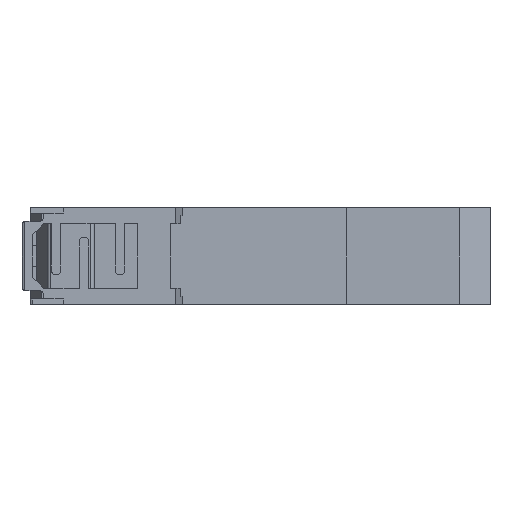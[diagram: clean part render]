
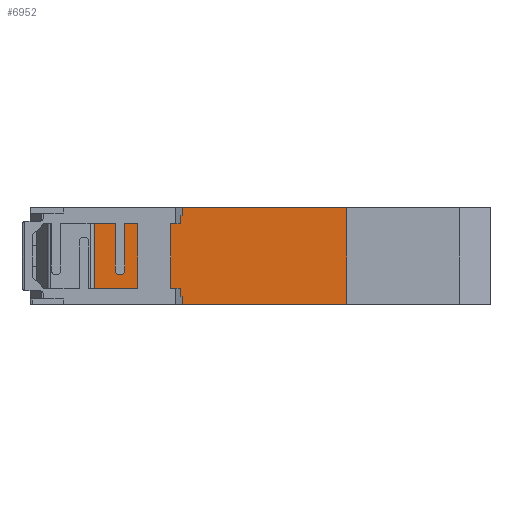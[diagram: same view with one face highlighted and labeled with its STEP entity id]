
A CAD part, front view. The second image highlights one B-rep face of the part: STEP entity #6952.
In plain terms, the highlighted planar face has unit normal (0, -1, 0).
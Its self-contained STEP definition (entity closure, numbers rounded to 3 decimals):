
#267=DIRECTION('',(-1.,0.,0.));
#268=VECTOR('',#267,45.67);
#269=CARTESIAN_POINT('',(47.027,-9.4,0.));
#270=LINE('',#269,#268);
#524=DIRECTION('',(1.,0.,0.));
#525=VECTOR('',#524,45.67);
#526=CARTESIAN_POINT('',(1.357,-9.4,18.));
#527=LINE('',#526,#525);
#1417=DIRECTION('',(0.,0.,1.));
#1418=VECTOR('',#1417,18.);
#1419=CARTESIAN_POINT('',(47.027,-9.4,0.));
#1420=LINE('',#1419,#1418);
#1421=DIRECTION('',(0.,0.,1.));
#1422=VECTOR('',#1421,1.);
#1423=CARTESIAN_POINT('',(1.357,-9.4,0.));
#1424=LINE('',#1423,#1422);
#1433=DIRECTION('',(-1.,0.,0.));
#1434=VECTOR('',#1433,4.5);
#1435=CARTESIAN_POINT('',(1.357,-9.4,1.));
#1436=LINE('',#1435,#1434);
#1478=DIRECTION('',(0.,0.,1.));
#1479=VECTOR('',#1478,16.);
#1480=CARTESIAN_POINT('',(-3.143,-9.4,1.));
#1481=LINE('',#1480,#1479);
#1531=DIRECTION('',(1.,0.,0.));
#1532=VECTOR('',#1531,4.5);
#1533=CARTESIAN_POINT('',(-3.143,-9.4,17.));
#1534=LINE('',#1533,#1532);
#1771=DIRECTION('',(0.,0.,1.));
#1772=VECTOR('',#1771,1.);
#1773=CARTESIAN_POINT('',(1.357,-9.4,17.));
#1774=LINE('',#1773,#1772);
#4288=CARTESIAN_POINT('',(-3.143,-9.4,17.));
#4289=VERTEX_POINT('',#4288);
#4290=CARTESIAN_POINT('',(1.357,-9.4,17.));
#4291=VERTEX_POINT('',#4290);
#4716=CARTESIAN_POINT('',(47.027,-9.4,0.));
#4717=VERTEX_POINT('',#4716);
#4718=CARTESIAN_POINT('',(1.357,-9.4,0.));
#4719=VERTEX_POINT('',#4718);
#4830=CARTESIAN_POINT('',(1.357,-9.4,18.));
#4831=VERTEX_POINT('',#4830);
#4858=CARTESIAN_POINT('',(47.027,-9.4,18.));
#4859=VERTEX_POINT('',#4858);
#4914=CARTESIAN_POINT('',(-3.143,-9.4,1.));
#4915=VERTEX_POINT('',#4914);
#4916=CARTESIAN_POINT('',(1.357,-9.4,1.));
#4917=VERTEX_POINT('',#4916);
#6932=CARTESIAN_POINT('',(47.127,-9.4,0.));
#6933=DIRECTION('',(0.,-1.,0.));
#6934=DIRECTION('',(0.,0.,-1.));
#6935=AXIS2_PLACEMENT_3D('',#6932,#6933,#6934);
#6936=PLANE('',#6935);
#6937=ORIENTED_EDGE('',*,*,#5664,.T.);
#6938=ORIENTED_EDGE('',*,*,#6920,.F.);
#6939=ORIENTED_EDGE('',*,*,#5462,.T.);
#6941=ORIENTED_EDGE('',*,*,#6940,.T.);
#6943=ORIENTED_EDGE('',*,*,#6942,.T.);
#6945=ORIENTED_EDGE('',*,*,#6944,.T.);
#6947=ORIENTED_EDGE('',*,*,#6946,.T.);
#6949=ORIENTED_EDGE('',*,*,#6948,.T.);
#6950=EDGE_LOOP('',(#6937,#6938,#6939,#6941,#6943,#6945,#6947,#6949));
#6951=FACE_OUTER_BOUND('',#6950,.F.);
#5462=EDGE_CURVE('',#4717,#4719,#270,.T.);
#5664=EDGE_CURVE('',#4831,#4859,#527,.T.);
#6920=EDGE_CURVE('',#4717,#4859,#1420,.T.);
#6940=EDGE_CURVE('',#4719,#4917,#1424,.T.);
#6942=EDGE_CURVE('',#4917,#4915,#1436,.T.);
#6944=EDGE_CURVE('',#4915,#4289,#1481,.T.);
#6946=EDGE_CURVE('',#4289,#4291,#1534,.T.);
#6948=EDGE_CURVE('',#4291,#4831,#1774,.T.);
#6952=ADVANCED_FACE('',(#6951),#6936,.T.);
